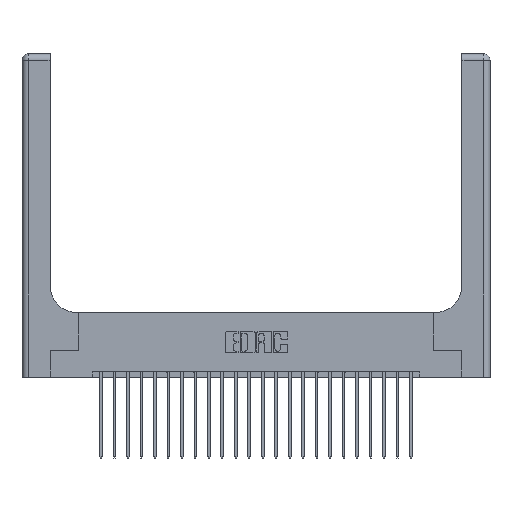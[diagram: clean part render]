
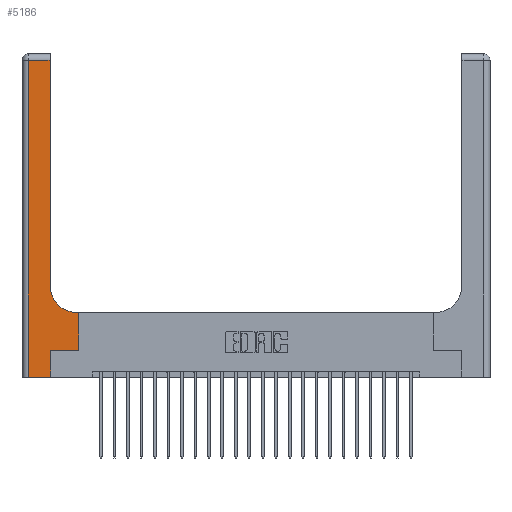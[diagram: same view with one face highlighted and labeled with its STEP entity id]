
A CAD part, top view. The second image highlights one B-rep face of the part: STEP entity #5186.
In plain terms, the highlighted planar face has unit normal (0, 0, 1).
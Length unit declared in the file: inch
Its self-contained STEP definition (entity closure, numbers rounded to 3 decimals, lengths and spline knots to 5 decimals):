
#132 = LINE ( 'NONE', #17291, #18698 ) ;
#144 = VERTEX_POINT ( 'NONE', #16493 ) ;
#282 = DIRECTION ( 'NONE',  ( 1., 0., 0. ) ) ;
#481 = EDGE_CURVE ( 'NONE', #1897, #7346, #717, .T. ) ;
#609 = EDGE_CURVE ( 'NONE', #709, #20222, #1271, .T. ) ;
#629 = ORIENTED_EDGE ( 'NONE', *, *, #10648, .T. ) ;
#709 = VERTEX_POINT ( 'NONE', #5006 ) ;
#717 = LINE ( 'NONE', #17083, #4109 ) ;
#1052 = EDGE_CURVE ( 'NONE', #14450, #22167, #22374, .T. ) ;
#1239 = CARTESIAN_POINT ( 'NONE',  ( 0.06, 2.94, 0.37 ) ) ;
#1271 = LINE ( 'NONE', #4524, #7177 ) ;
#1653 = DIRECTION ( 'NONE',  ( 0., 1., 0. ) ) ;
#1897 = VERTEX_POINT ( 'NONE', #10907 ) ;
#2285 = VERTEX_POINT ( 'NONE', #19120 ) ;
#2617 = CARTESIAN_POINT ( 'NONE',  ( 0.51, 0.85, 0.37 ) ) ;
#2765 = AXIS2_PLACEMENT_3D ( 'NONE', #2617, #20555, #4355 ) ;
#2921 = CARTESIAN_POINT ( 'NONE',  ( 0.26, 3., 0.37 ) ) ;
#3041 = ORIENTED_EDGE ( 'NONE', *, *, #7427, .T. ) ;
#3061 = DIRECTION ( 'NONE',  ( 0., 1., 0. ) ) ;
#4084 = AXIS2_PLACEMENT_3D ( 'NONE', #12483, #14388, #19662 ) ;
#4109 = VECTOR ( 'NONE', #22658, 39.37008 ) ;
#4309 = VECTOR ( 'NONE', #20573, 39.37008 ) ;
#4355 = DIRECTION ( 'NONE',  ( 1., 0., 0. ) ) ;
#4524 = CARTESIAN_POINT ( 'NONE',  ( 0., 2.94, 0.37 ) ) ;
#5006 = CARTESIAN_POINT ( 'NONE',  ( 0.26, 2.94, 0.37 ) ) ;
#5186 = ADVANCED_FACE ( 'NONE', ( #19249 ), #14250, .F. ) ;
#6317 = ORIENTED_EDGE ( 'NONE', *, *, #609, .T. ) ;
#6761 = ORIENTED_EDGE ( 'NONE', *, *, #481, .T. ) ;
#6912 = ORIENTED_EDGE ( 'NONE', *, *, #11062, .T. ) ;
#7177 = VECTOR ( 'NONE', #11737, 39.37008 ) ;
#7346 = VERTEX_POINT ( 'NONE', #9892 ) ;
#7427 = EDGE_CURVE ( 'NONE', #22167, #12045, #13528, .T. ) ;
#7539 = ORIENTED_EDGE ( 'NONE', *, *, #19692, .T. ) ;
#7577 = EDGE_LOOP ( 'NONE', ( #6912, #6317, #629, #16682, #3041, #11090, #7539, #6761, #11979 ) ) ;
#8009 = EDGE_CURVE ( 'NONE', #7346, #2285, #14090, .T. ) ;
#8156 = CARTESIAN_POINT ( 'NONE',  ( 0.265, 0., 0.37 ) ) ;
#8409 = CARTESIAN_POINT ( 'NONE',  ( 0.265, 0., 0.37 ) ) ;
#9577 = CARTESIAN_POINT ( 'NONE',  ( 0.265, 0.25, 0.37 ) ) ;
#9892 = CARTESIAN_POINT ( 'NONE',  ( 0.51, 0.6, 0.37 ) ) ;
#9991 = DIRECTION ( 'NONE',  ( 0., 1., 0. ) ) ;
#10648 = EDGE_CURVE ( 'NONE', #20222, #14450, #132, .T. ) ;
#10706 = EDGE_CURVE ( 'NONE', #12045, #144, #13609, .T. ) ;
#10907 = CARTESIAN_POINT ( 'NONE',  ( 0.528, 0.6, 0.37 ) ) ;
#10919 = CARTESIAN_POINT ( 'NONE',  ( 0.265, 0.25, 0.37 ) ) ;
#10958 = LINE ( 'NONE', #17653, #19986 ) ;
#11062 = EDGE_CURVE ( 'NONE', #2285, #709, #16709, .T. ) ;
#11090 = ORIENTED_EDGE ( 'NONE', *, *, #10706, .T. ) ;
#11737 = DIRECTION ( 'NONE',  ( -1., 0., 0. ) ) ;
#11743 = DIRECTION ( 'NONE',  ( 0., -1., 0. ) ) ;
#11979 = ORIENTED_EDGE ( 'NONE', *, *, #8009, .T. ) ;
#12045 = VERTEX_POINT ( 'NONE', #10919 ) ;
#12483 = CARTESIAN_POINT ( 'NONE',  ( 0., 3., 0.37 ) ) ;
#13090 = CARTESIAN_POINT ( 'NONE',  ( 0., 0., 0.37 ) ) ;
#13528 = LINE ( 'NONE', #8409, #13805 ) ;
#13609 = LINE ( 'NONE', #9577, #4309 ) ;
#13805 = VECTOR ( 'NONE', #3061, 39.37008 ) ;
#14090 = CIRCLE ( 'NONE', #2765, 0.25 ) ;
#14250 = PLANE ( 'NONE',  #4084 ) ;
#14388 = DIRECTION ( 'NONE',  ( 0., 0., -1. ) ) ;
#14450 = VERTEX_POINT ( 'NONE', #16009 ) ;
#16009 = CARTESIAN_POINT ( 'NONE',  ( 0.06, 0., 0.37 ) ) ;
#16145 = VECTOR ( 'NONE', #9991, 39.37008 ) ;
#16493 = CARTESIAN_POINT ( 'NONE',  ( 0.528, 0.25, 0.37 ) ) ;
#16682 = ORIENTED_EDGE ( 'NONE', *, *, #1052, .T. ) ;
#16709 = LINE ( 'NONE', #2921, #16145 ) ;
#17083 = CARTESIAN_POINT ( 'NONE',  ( 0.26, 0.6, 0.37 ) ) ;
#17291 = CARTESIAN_POINT ( 'NONE',  ( 0.06, 3., 0.37 ) ) ;
#17653 = CARTESIAN_POINT ( 'NONE',  ( 0.528, 0.25, 0.37 ) ) ;
#18698 = VECTOR ( 'NONE', #11743, 39.37008 ) ;
#18989 = VECTOR ( 'NONE', #282, 39.37008 ) ;
#19120 = CARTESIAN_POINT ( 'NONE',  ( 0.26, 0.85, 0.37 ) ) ;
#19249 = FACE_OUTER_BOUND ( 'NONE', #7577, .T. ) ;
#19662 = DIRECTION ( 'NONE',  ( -1., 0., 0. ) ) ;
#19692 = EDGE_CURVE ( 'NONE', #144, #1897, #10958, .T. ) ;
#19986 = VECTOR ( 'NONE', #1653, 39.37008 ) ;
#20222 = VERTEX_POINT ( 'NONE', #1239 ) ;
#20555 = DIRECTION ( 'NONE',  ( 0., 0., -1. ) ) ;
#20573 = DIRECTION ( 'NONE',  ( 1., 0., 0. ) ) ;
#22167 = VERTEX_POINT ( 'NONE', #8156 ) ;
#22374 = LINE ( 'NONE', #13090, #18989 ) ;
#22658 = DIRECTION ( 'NONE',  ( -1., 0., 0. ) ) ;
